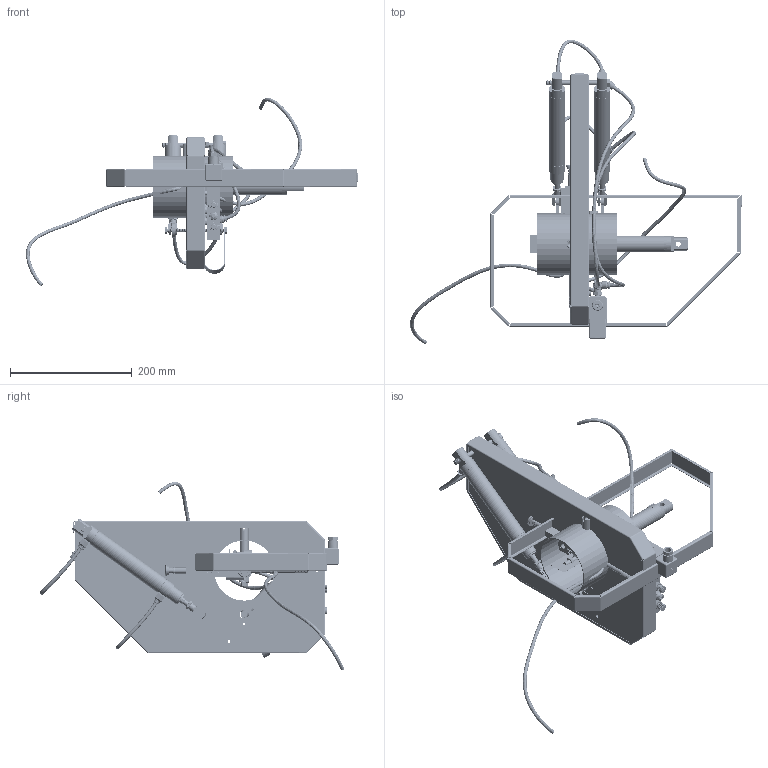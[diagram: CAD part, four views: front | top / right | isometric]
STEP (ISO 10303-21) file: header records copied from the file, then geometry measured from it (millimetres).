
FILE_DESCRIPTION( ( 'Unknown' ), '1' );
FILE_NAME( 'SR00060.stp', 'Unknown', ( 'Unknown' ), ( 'Unknown' ), 'PSStep 14.0', 'Unknown', ' ' );
FILE_SCHEMA( ( 'AUTOMOTIVE_DESIGN { 1 0 10303 214 1 1 1 1 }' ) );
Length unit declared in the file: millimetre
Products named in the file (46): 4146000-oa1; 2156177-oa4; Assem1; 4145301-0; 4145300-0; 2155462-0; 4146440-0; 2155540-0; 2155505-0; 4902620; 4902620-oa2; 4902620-oa3; 4902620-oa4; 4902620-oa5; 4013530_plan; 4951140-1; 2155554; 66473; 4910420; 4617510; 4650110; 4650110-oa11; 4650110-oa12; 4600170; 4600170-oa13; 4600160; 4600160-oa14; 4910610; 4650270; 2156236_dummy2; 4650690; 4650690-oa15; 2156239_dummy1; 2156238_dummy1; 4901030; 2153684_dummy; 4911660; 2156034; 2156237_dummy1; 4600190-1 ...
Bounding box: 545.79 x 500.34 x 309.59 mm (x, y, z)
Volume: 2509407.9 mm3; surface area: 2730757.1 mm2
Topology: 153 solids, 158 shells, 7063 faces, 17187 edges, 10817 vertices
Faces by surface type: plane 3428, cylinder 2302, cone 846, bspline 331, torus 117, sphere 25, extrusion 14
Full cylindrical faces by diameter (mm): 2.1 x10, 2.459 x2, 2.8 x4, 2.9 x20, 3 x2, 3.2 x6, 3.5 x5, 3.9 x12, 4 x2, 4.134 x3, 4.2 x30, 4.5 x5, 4.908 x175, 4.917 x28, 5 x6, 5.5 x6, 5.9 x6, 6 x232, 6.3 x55, 6.5 x6, 6.635 x54, 6.8 x6, 6.9 x5, 7.3 x3, 7.8 x15, 8 x95, 8.095 x3, 8.1 x13, 8.566 x25, 9.1 x3
Entity records: 71472 total; most frequent: CARTESIAN_POINT 17567, DIRECTION 8057, ORIENTED_EDGE 7286, EDGE_CURVE 3643, AXIS2_PLACEMENT_3D 3011, EDGE_LOOP 2550, VERTEX_POINT 2535, FACE_OUTER_BOUND 2120
